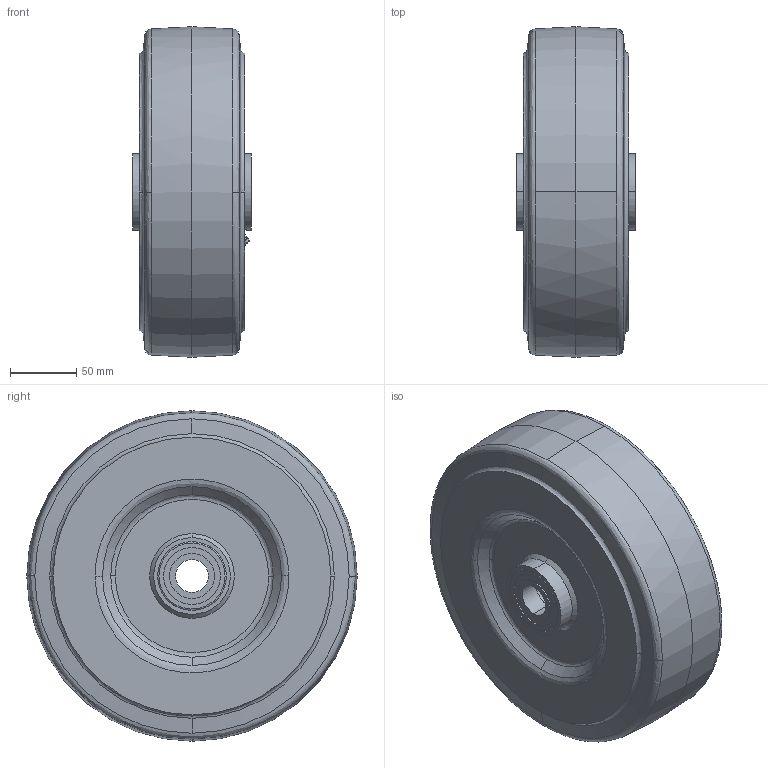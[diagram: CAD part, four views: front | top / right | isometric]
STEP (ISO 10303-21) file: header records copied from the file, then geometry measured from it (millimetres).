
FILE_DESCRIPTION (( 'STEP AP214' ), '1' );
FILE_NAME ('0048000BL_EGS-250-80-90-K25_(A-01).step', '2019-06-12T12:27:55', ( '' ), ( '' ), 'SwSTEP 2.0', 'SolidWorks 2018', '' );
FILE_SCHEMA (( 'AUTOMOTIVE_DESIGN' ));
Length unit declared in the file: millimetre
Products named in the file (1): 0048000BL_EGS-250-80-90-K25_(A-01)
Bounding box: 90 x 250 x 250 mm (x, y, z)
Volume: 3506174.2 mm3; surface area: 175481 mm2
Topology: 2 solids, 10 shells, 194 faces, 474 edges, 310 vertices
Faces by surface type: cylinder 70, plane 62, bspline 39, cone 23
Entity records: 9504 total; most frequent: CARTESIAN_POINT 2802, DIRECTION 986, ORIENTED_EDGE 932, EDGE_CURVE 466, AXIS2_PLACEMENT_3D 414, VERTEX_POINT 310, CIRCLE 258, EDGE_LOOP 218
